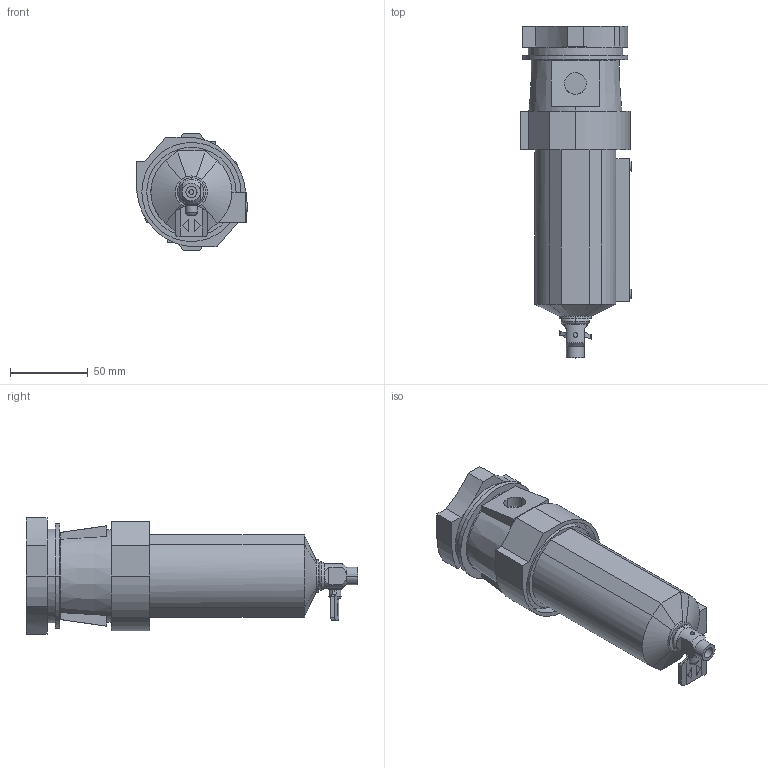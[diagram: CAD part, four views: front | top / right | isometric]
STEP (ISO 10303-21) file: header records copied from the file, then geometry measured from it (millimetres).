
FILE_DESCRIPTION (( 'STEP AP214' ), '1' );
FILE_NAME ('Norgren-F64G-NNN-QD3.step', '2019-03-02T22:09:39', ( '' ), ( '' ), 'SwSTEP 2.0', 'SolidWorks 2019', '' );
FILE_SCHEMA (( 'AUTOMOTIVE_DESIGN' ));
Length unit declared in the file: millimetre
Products named in the file (7): Norgren-F64G-NNN-QD3_F64_74502-89; Norgren-F64G-NNN-QD3_F64_74518-89; Norgren-F64G-NNN-QD3_F64CH_G_GQD; Norgren-F64G-NNN-QD3_F64_4303-85; Norgren-F64G-NNN-QD3; Norgren-F64G-NNN-QD3_F64_74519-01; Norgren-F64G-NNN-QD3_F64_619-88
Assembly tree (6 placements, depth 3):
  Norgren-F64G-NNN-QD3
    Norgren-F64G-NNN-QD3_F64CH_G_GQD
      Norgren-F64G-NNN-QD3_F64_74519-01
      Norgren-F64G-NNN-QD3_F64_4303-85
      Norgren-F64G-NNN-QD3_F64_74502-89
      Norgren-F64G-NNN-QD3_F64_619-88
    Norgren-F64G-NNN-QD3_F64_74518-89
Bounding box: 71.8 x 213.45 x 74.87 mm (x, y, z)
Volume: 493868.6 mm3; surface area: 80233.9 mm2
Topology: 6 solids, 6 shells, 236 faces, 536 edges, 343 vertices
Faces by surface type: plane 121, cylinder 84, cone 13, bspline 10, torus 8
Entity records: 9576 total; most frequent: CARTESIAN_POINT 2338, DIRECTION 1147, ORIENTED_EDGE 1072, EDGE_CURVE 536, AXIS2_PLACEMENT_3D 436, VERTEX_POINT 343, VECTOR 275, LINE 275
